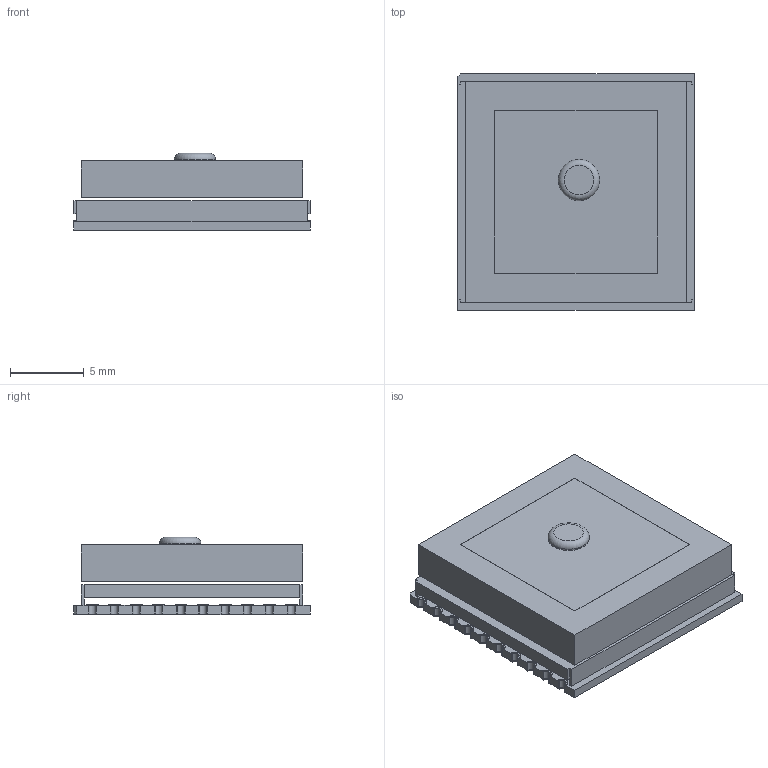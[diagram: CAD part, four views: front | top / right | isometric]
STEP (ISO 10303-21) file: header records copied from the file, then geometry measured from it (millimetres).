
FILE_DESCRIPTION(('FreeCAD Model'),'2;1');
FILE_NAME( 'fgpmmopa6h.step', '2018-05-08T17:46:01',('kicad StepUp'),('ksu MCAD'), 'Open CASCADE STEP processor 6.5','FreeCAD','Unknown');
FILE_SCHEMA(('AUTOMOTIVE_DESIGN_CC2 { 1 2 10303 214 -1 1 5 4 }'));
Length unit declared in the file: millimetre
Products named in the file (7): ASSEMBLY; Fillet; Array; Array_(Mirror_#1)001; Pocket004; Pocket005; Mirrored002
Assembly tree (6 placements, depth 2):
  ASSEMBLY
    Fillet
    Array
    Array_(Mirror_#1)001
    Pocket004
    Pocket005
    Mirrored002
Bounding box: 16 x 16 x 5.25 mm (x, y, z)
Volume: 788.9 mm3; surface area: 2060.6 mm2
Topology: 24 solids, 24 shells, 290 faces, 902 edges, 662 vertices
Faces by surface type: plane 187, cylinder 102, torus 1
Full cylindrical faces by diameter (mm): 1.2 x1, 2.8 x1
Entity records: 10609 total; most frequent: CARTESIAN_POINT 1861, ORIENTED_EDGE 1812, DIRECTION 1733, EDGE_CURVE 902, LINE 665, VECTOR 665, VERTEX_POINT 662, AXIS2_PLACEMENT_3D 534
